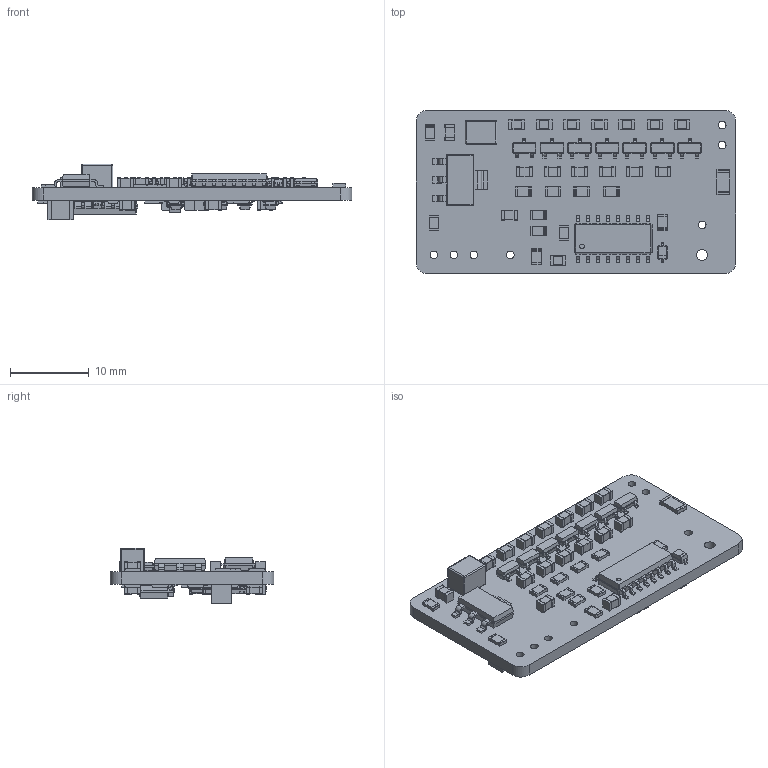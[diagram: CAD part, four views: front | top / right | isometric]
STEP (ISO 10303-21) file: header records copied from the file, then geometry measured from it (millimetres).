
FILE_DESCRIPTION(('FreeCAD Model'),'2;1');
FILE_NAME('Open CASCADE Shape Model','2021-03-16T09:33:31',( 'kicad StepUp'),('ksu MCAD'),'Open CASCADE STEP processor 7.4', 'FreeCAD','Unknown');
FILE_SCHEMA(('AUTOMOTIVE_DESIGN { 1 0 10303 214 1 1 1 1 }'));
Length unit declared in the file: millimetre
Products named in the file (17): OpenHVPS-5; Board_Geoms_10e8; Pcb_10e8; Step_Models_10e8; Top_10e8; F1_R_0805_2012Metric_b9191f89bbf2; C10_C_0805_2012Metric_abc3e55363c0; D8_SOT_23_f2ee5bb1c449; R1_R_1206_3216Metric_e07993cc5b64; L1_L_Wuerth_MAPI_4030_4423f34b4e95[2]; U4_SOIC_16_39x99mm_P127mm_49f5d52d5fa9; Q1_SOT_223_215e7cb4282f; D2_D_SOD_323_1f0c94ab2243; Bot_10e8; U3_SOT_23_5_ece142794780; U2_SOIC_14_39x87mm_P127mm_6cbfd59bc71c; C4_C_1210_3225Metric_5abf8272b843
Assembly tree (76 placements, depth 4):
  OpenHVPS-5
    Board_Geoms_10e8
      Pcb_10e8
    Step_Models_10e8
      Top_10e8
        F1_R_0805_2012Metric_b9191f89bbf2  x11
        C10_C_0805_2012Metric_abc3e55363c0  x16
        D8_SOT_23_f2ee5bb1c449  x7
        R1_R_1206_3216Metric_e07993cc5b64
        L1_L_Wuerth_MAPI_4030_4423f34b4e95[2]
        U4_SOIC_16_39x99mm_P127mm_49f5d52d5fa9
        Q1_SOT_223_215e7cb4282f
        D2_D_SOD_323_1f0c94ab2243
      Bot_10e8
        F1_R_0805_2012Metric_b9191f89bbf2  x16
        D8_SOT_23_f2ee5bb1c449  x4
        C10_C_0805_2012Metric_abc3e55363c0  x8
        D2_D_SOD_323_1f0c94ab2243
        U3_SOT_23_5_ece142794780
        U2_SOIC_14_39x87mm_P127mm_6cbfd59bc71c
        C4_C_1210_3225Metric_5abf8272b843
Bounding box: 40.61 x 20.83 x 7.1 mm (x, y, z)
Volume: 1705.6 mm3; surface area: 3196.2 mm2
Topology: 72 solids, 72 shells, 3155 faces, 7969 edges, 5008 vertices
Faces by surface type: plane 1825, cylinder 854, bspline 472, sphere 4
Full cylindrical faces by diameter (mm): 0.6 x2, 1 x7, 1.4 x1
Entity records: 37594 total; most frequent: CARTESIAN_POINT 5982, ORIENTED_EDGE 5170, DIRECTION 4707, EDGE_CURVE 2585, LINE 1929, VECTOR 1929, VERTEX_POINT 1608, AXIS2_PLACEMENT_3D 1389
